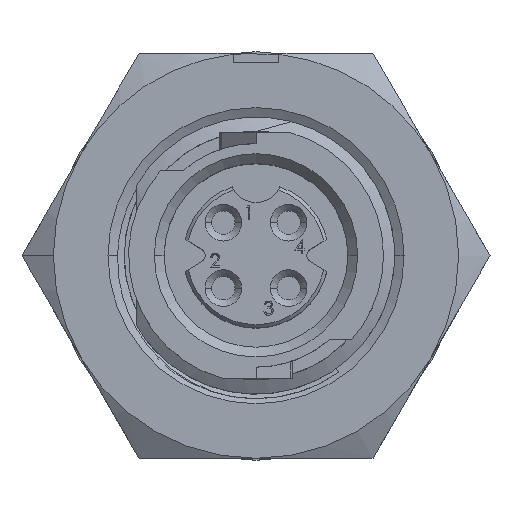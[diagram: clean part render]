
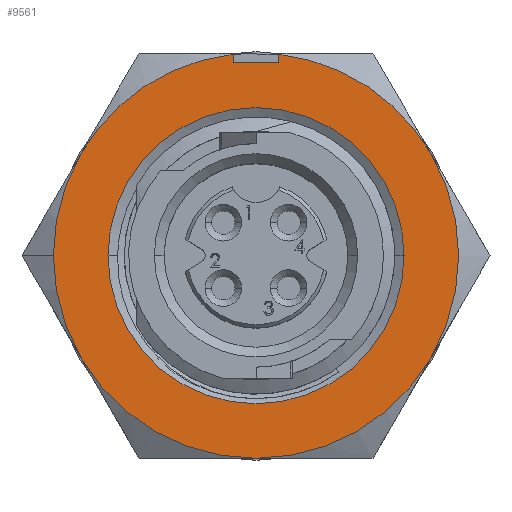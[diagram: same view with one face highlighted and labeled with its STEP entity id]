
A CAD part, top view. The second image highlights one B-rep face of the part: STEP entity #9561.
In plain terms, the highlighted planar face has unit normal (0, 0, 1).
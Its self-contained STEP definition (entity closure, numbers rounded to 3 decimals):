
#74 = CIRCLE ( 'NONE', #5627, 7.874 ) ;
#122 = ORIENTED_EDGE ( 'NONE', *, *, #9639, .F. ) ;
#260 = CIRCLE ( 'NONE', #16228, 7.874 ) ;
#484 = ORIENTED_EDGE ( 'NONE', *, *, #1557, .F. ) ;
#538 = CIRCLE ( 'NONE', #3297, 7.874 ) ;
#869 = CARTESIAN_POINT ( 'NONE',  ( 0., 0., 10.236 ) ) ;
#957 = EDGE_CURVE ( 'NONE', #10315, #17719, #13673, .T. ) ;
#1377 = EDGE_CURVE ( 'NONE', #4317, #7788, #16143, .T. ) ;
#1557 = EDGE_CURVE ( 'NONE', #7398, #8151, #12743, .T. ) ;
#1630 = DIRECTION ( 'NONE',  ( 1., 0., 0. ) ) ;
#1918 = CARTESIAN_POINT ( 'NONE',  ( -6.819, -3.937, 10.236 ) ) ;
#1999 = AXIS2_PLACEMENT_3D ( 'NONE', #5406, #2292, #2672 ) ;
#2217 = DIRECTION ( 'NONE',  ( 0., 0., -1. ) ) ;
#2292 = DIRECTION ( 'NONE',  ( 0., 0., -1. ) ) ;
#2295 = VERTEX_POINT ( 'NONE', #3345 ) ;
#2672 = DIRECTION ( 'NONE',  ( 0., -1., 0. ) ) ;
#2675 = ORIENTED_EDGE ( 'NONE', *, *, #957, .F. ) ;
#2775 = CIRCLE ( 'NONE', #18729, 5.753 ) ;
#2781 = CIRCLE ( 'NONE', #8626, 7.874 ) ;
#3234 = CARTESIAN_POINT ( 'NONE',  ( 0., 0., 10.236 ) ) ;
#3297 = AXIS2_PLACEMENT_3D ( 'NONE', #11339, #17197, #13891 ) ;
#3345 = CARTESIAN_POINT ( 'NONE',  ( 5.753, 0., 10.236 ) ) ;
#3363 = DIRECTION ( 'NONE',  ( 0., 0., -1. ) ) ;
#3435 = CARTESIAN_POINT ( 'NONE',  ( 0., 0., 10.236 ) ) ;
#3463 = ORIENTED_EDGE ( 'NONE', *, *, #15184, .F. ) ;
#3738 = DIRECTION ( 'NONE',  ( 0., 0., -1. ) ) ;
#3867 = AXIS2_PLACEMENT_3D ( 'NONE', #12614, #15577, #14246 ) ;
#4270 = EDGE_CURVE ( 'NONE', #15176, #17681, #74, .T. ) ;
#4317 = VERTEX_POINT ( 'NONE', #1918 ) ;
#4410 = LINE ( 'NONE', #16104, #14104 ) ;
#4600 = DIRECTION ( 'NONE',  ( 0., 0., -1. ) ) ;
#4680 = AXIS2_PLACEMENT_3D ( 'NONE', #3435, #9299, #7864 ) ;
#5152 = EDGE_CURVE ( 'NONE', #12516, #7398, #4410, .T. ) ;
#5195 = CARTESIAN_POINT ( 'NONE',  ( 0., 0., 10.236 ) ) ;
#5406 = CARTESIAN_POINT ( 'NONE',  ( 0., 15.748, 10.236 ) ) ;
#5627 = AXIS2_PLACEMENT_3D ( 'NONE', #7799, #10855, #10942 ) ;
#5721 = AXIS2_PLACEMENT_3D ( 'NONE', #869, #2217, #6942 ) ;
#6660 = VERTEX_POINT ( 'NONE', #11658 ) ;
#6722 = VERTEX_POINT ( 'NONE', #11765 ) ;
#6736 = FACE_BOUND ( 'NONE', #17257, .T. ) ;
#6942 = DIRECTION ( 'NONE',  ( 1., 0., 0. ) ) ;
#7205 = EDGE_CURVE ( 'NONE', #7788, #10315, #538, .T. ) ;
#7398 = VERTEX_POINT ( 'NONE', #16834 ) ;
#7788 = VERTEX_POINT ( 'NONE', #8372 ) ;
#7799 = CARTESIAN_POINT ( 'NONE',  ( 0., 0., 10.236 ) ) ;
#7857 = DIRECTION ( 'NONE',  ( 1., 0., 0. ) ) ;
#7864 = DIRECTION ( 'NONE',  ( 1., 0., 0. ) ) ;
#8009 = VECTOR ( 'NONE', #18685, 1000. ) ;
#8151 = VERTEX_POINT ( 'NONE', #9137 ) ;
#8264 = LINE ( 'NONE', #8553, #11167 ) ;
#8372 = CARTESIAN_POINT ( 'NONE',  ( -6.819, 3.937, 10.236 ) ) ;
#8553 = CARTESIAN_POINT ( 'NONE',  ( 0.889, -8.938, 10.236 ) ) ;
#8592 = ORIENTED_EDGE ( 'NONE', *, *, #10486, .T. ) ;
#8626 = AXIS2_PLACEMENT_3D ( 'NONE', #15502, #12446, #18297 ) ;
#9090 = EDGE_CURVE ( 'NONE', #17681, #6660, #260, .T. ) ;
#9137 = CARTESIAN_POINT ( 'NONE',  ( -0.889, -7.824, 10.236 ) ) ;
#9199 = CARTESIAN_POINT ( 'NONE',  ( 0., 7.874, 10.236 ) ) ;
#9201 = ORIENTED_EDGE ( 'NONE', *, *, #7205, .F. ) ;
#9299 = DIRECTION ( 'NONE',  ( 0., 0., -1. ) ) ;
#9371 = ORIENTED_EDGE ( 'NONE', *, *, #1377, .F. ) ;
#9561 = ADVANCED_FACE ( 'NONE', ( #6736, #12869 ), #14313, .F. ) ;
#9603 = CARTESIAN_POINT ( 'NONE',  ( 7.874, 0., 10.236 ) ) ;
#9620 = DIRECTION ( 'NONE',  ( 0., 1., 0. ) ) ;
#9639 = EDGE_CURVE ( 'NONE', #6660, #12516, #8264, .T. ) ;
#9938 = CARTESIAN_POINT ( 'NONE',  ( 6.819, 3.937, 10.236 ) ) ;
#10315 = VERTEX_POINT ( 'NONE', #9199 ) ;
#10486 = EDGE_CURVE ( 'NONE', #2295, #6722, #16917, .T. ) ;
#10804 = ORIENTED_EDGE ( 'NONE', *, *, #9090, .F. ) ;
#10855 = DIRECTION ( 'NONE',  ( 0., 0., -1. ) ) ;
#10856 = CARTESIAN_POINT ( 'NONE',  ( 0., 0., 10.236 ) ) ;
#10942 = DIRECTION ( 'NONE',  ( 1., 0., 0. ) ) ;
#11167 = VECTOR ( 'NONE', #9620, 1000. ) ;
#11339 = CARTESIAN_POINT ( 'NONE',  ( 0., 0., 10.236 ) ) ;
#11658 = CARTESIAN_POINT ( 'NONE',  ( 0.889, -7.824, 10.236 ) ) ;
#11765 = CARTESIAN_POINT ( 'NONE',  ( -5.753, 0., 10.236 ) ) ;
#12110 = DIRECTION ( 'NONE',  ( 1., 0., 0. ) ) ;
#12446 = DIRECTION ( 'NONE',  ( 0., 0., -1. ) ) ;
#12516 = VERTEX_POINT ( 'NONE', #12940 ) ;
#12614 = CARTESIAN_POINT ( 'NONE',  ( 0., 0., 10.236 ) ) ;
#12743 = LINE ( 'NONE', #15716, #8009 ) ;
#12769 = ORIENTED_EDGE ( 'NONE', *, *, #4270, .F. ) ;
#12795 = EDGE_CURVE ( 'NONE', #6722, #2295, #2775, .T. ) ;
#12869 = FACE_OUTER_BOUND ( 'NONE', #16456, .T. ) ;
#12940 = CARTESIAN_POINT ( 'NONE',  ( 0.889, -7.493, 10.236 ) ) ;
#13311 = ORIENTED_EDGE ( 'NONE', *, *, #14836, .F. ) ;
#13673 = CIRCLE ( 'NONE', #5721, 7.874 ) ;
#13891 = DIRECTION ( 'NONE',  ( 1., 0., 0. ) ) ;
#14104 = VECTOR ( 'NONE', #14849, 1000. ) ;
#14246 = DIRECTION ( 'NONE',  ( 1., 0., 0. ) ) ;
#14313 = PLANE ( 'NONE',  #1999 ) ;
#14763 = CIRCLE ( 'NONE', #15975, 7.874 ) ;
#14836 = EDGE_CURVE ( 'NONE', #8151, #4317, #2781, .T. ) ;
#14849 = DIRECTION ( 'NONE',  ( -1., 0., 0. ) ) ;
#14877 = ORIENTED_EDGE ( 'NONE', *, *, #5152, .F. ) ;
#15176 = VERTEX_POINT ( 'NONE', #9603 ) ;
#15184 = EDGE_CURVE ( 'NONE', #17719, #15176, #14763, .T. ) ;
#15502 = CARTESIAN_POINT ( 'NONE',  ( 0., 0., 10.236 ) ) ;
#15577 = DIRECTION ( 'NONE',  ( 0., 0., -1. ) ) ;
#15716 = CARTESIAN_POINT ( 'NONE',  ( -0.889, -8.938, 10.236 ) ) ;
#15975 = AXIS2_PLACEMENT_3D ( 'NONE', #5195, #3738, #12110 ) ;
#16104 = CARTESIAN_POINT ( 'NONE',  ( 0.889, -7.493, 10.236 ) ) ;
#16143 = CIRCLE ( 'NONE', #3867, 7.874 ) ;
#16228 = AXIS2_PLACEMENT_3D ( 'NONE', #10856, #3363, #1630 ) ;
#16456 = EDGE_LOOP ( 'NONE', ( #13311, #484, #14877, #122, #10804, #12769, #3463, #2675, #9201, #9371 ) ) ;
#16508 = ORIENTED_EDGE ( 'NONE', *, *, #12795, .T. ) ;
#16834 = CARTESIAN_POINT ( 'NONE',  ( -0.889, -7.493, 10.236 ) ) ;
#16917 = CIRCLE ( 'NONE', #4680, 5.753 ) ;
#17197 = DIRECTION ( 'NONE',  ( 0., 0., -1. ) ) ;
#17257 = EDGE_LOOP ( 'NONE', ( #16508, #8592 ) ) ;
#17681 = VERTEX_POINT ( 'NONE', #18567 ) ;
#17719 = VERTEX_POINT ( 'NONE', #9938 ) ;
#18297 = DIRECTION ( 'NONE',  ( 1., 0., 0. ) ) ;
#18567 = CARTESIAN_POINT ( 'NONE',  ( 6.819, -3.937, 10.236 ) ) ;
#18685 = DIRECTION ( 'NONE',  ( 0., -1., 0. ) ) ;
#18729 = AXIS2_PLACEMENT_3D ( 'NONE', #3234, #4600, #7857 ) ;
